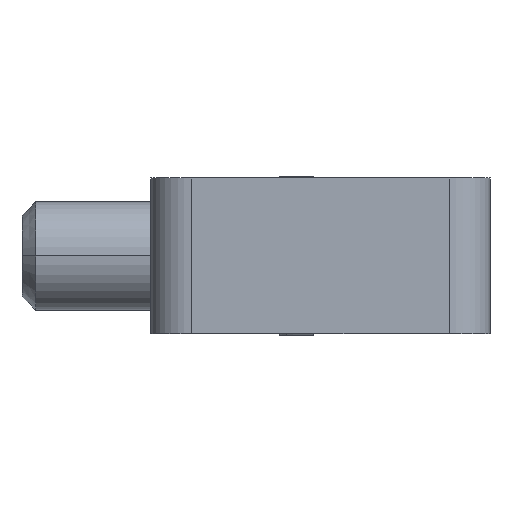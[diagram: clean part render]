
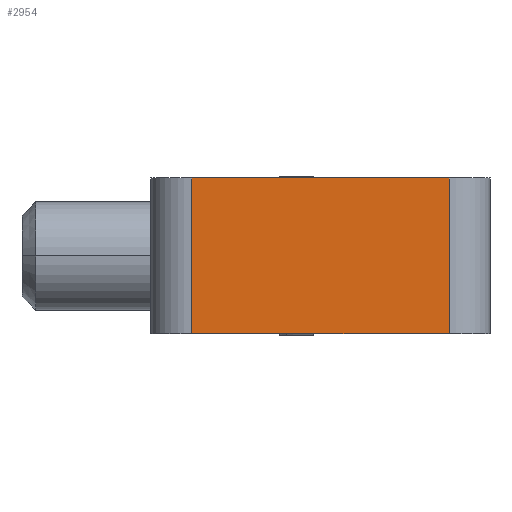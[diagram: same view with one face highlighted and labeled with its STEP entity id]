
A CAD part, left-side view. The second image highlights one B-rep face of the part: STEP entity #2954.
In plain terms, the highlighted planar face has unit normal (-1, 0, 0).
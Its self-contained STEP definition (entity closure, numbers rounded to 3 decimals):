
#2934=AXIS2_PLACEMENT_3D('Plane Axis2P3D',#2931,#2932,#2933) ;
#2406=CARTESIAN_POINT('Vertex',(-33.,23.,51.75)) ;
#2409=CARTESIAN_POINT('Line Origine',(-33.,32.5,51.75)) ;
#2413=CARTESIAN_POINT('Vertex',(-33.,42.,51.75)) ;
#2909=CARTESIAN_POINT('Vertex',(-33.,23.,63.25)) ;
#2912=CARTESIAN_POINT('Line Origine',(-33.,23.,57.5)) ;
#2931=CARTESIAN_POINT('Axis2P3D Location',(-33.,42.,0.)) ;
#2936=CARTESIAN_POINT('Line Origine',(-33.,32.5,63.25)) ;
#2940=CARTESIAN_POINT('Vertex',(-33.,42.,63.25)) ;
#2943=CARTESIAN_POINT('Line Origine',(-33.,42.,57.5)) ;
#2410=DIRECTION('Vector Direction',(0.,-1.,0.)) ;
#2913=DIRECTION('Vector Direction',(0.,0.,1.)) ;
#2932=DIRECTION('Axis2P3D Direction',(1.,0.,0.)) ;
#2933=DIRECTION('Axis2P3D XDirection',(0.,-1.,0.)) ;
#2937=DIRECTION('Vector Direction',(0.,-1.,0.)) ;
#2944=DIRECTION('Vector Direction',(0.,0.,-1.)) ;
#2411=VECTOR('Line Direction',#2410,1.) ;
#2914=VECTOR('Line Direction',#2913,1.) ;
#2938=VECTOR('Line Direction',#2937,1.) ;
#2945=VECTOR('Line Direction',#2944,1.) ;
#2949=ORIENTED_EDGE('',*,*,#2415,.T.) ;
#2950=ORIENTED_EDGE('',*,*,#2916,.F.) ;
#2951=ORIENTED_EDGE('',*,*,#2942,.F.) ;
#2952=ORIENTED_EDGE('',*,*,#2947,.T.) ;
#2954=ADVANCED_FACE('Terminali anteriori per cavi FCCu superiori',(#2953),#2935,.F.) ;
#2415=EDGE_CURVE('',#2414,#2407,#2412,.T.) ;
#2916=EDGE_CURVE('',#2910,#2407,#2915,.F.) ;
#2942=EDGE_CURVE('',#2941,#2910,#2939,.T.) ;
#2947=EDGE_CURVE('',#2941,#2414,#2946,.T.) ;
#2948=EDGE_LOOP('',(#2949,#2950,#2951,#2952)) ;
#2953=FACE_OUTER_BOUND('',#2948,.T.) ;
#2412=LINE('Line',#2409,#2411) ;
#2915=LINE('Line',#2912,#2914) ;
#2939=LINE('Line',#2936,#2938) ;
#2946=LINE('Line',#2943,#2945) ;
#2935=PLANE('',#2934) ;
#2407=VERTEX_POINT('',#2406) ;
#2414=VERTEX_POINT('',#2413) ;
#2910=VERTEX_POINT('',#2909) ;
#2941=VERTEX_POINT('',#2940) ;
